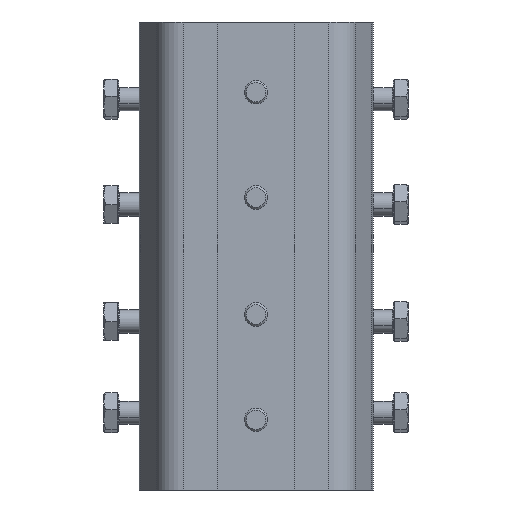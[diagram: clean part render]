
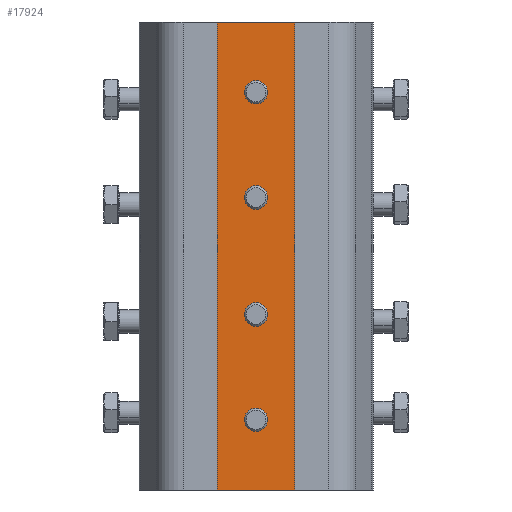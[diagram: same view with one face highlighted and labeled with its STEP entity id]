
A CAD part, front view. The second image highlights one B-rep face of the part: STEP entity #17924.
In plain terms, the highlighted planar face has unit normal (0, -1, 0).
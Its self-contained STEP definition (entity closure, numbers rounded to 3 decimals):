
#70 = VERTEX_POINT ( 'NONE', #7631 ) ;
#582 = VERTEX_POINT ( 'NONE', #1998 ) ;
#728 = CARTESIAN_POINT ( 'NONE',  ( -152.514, 73.747, 215.772 ) ) ;
#744 = EDGE_CURVE ( 'NONE', #582, #16995, #12703, .T. ) ;
#1221 = VERTEX_POINT ( 'NONE', #7327 ) ;
#1919 = VERTEX_POINT ( 'NONE', #19774 ) ;
#1998 = CARTESIAN_POINT ( 'NONE',  ( -152.514, 73.747, 256.522 ) ) ;
#2524 = DIRECTION ( 'NONE',  ( 0., 0., 1. ) ) ;
#2621 = EDGE_LOOP ( 'NONE', ( #11197, #18442 ) ) ;
#2822 = AXIS2_PLACEMENT_3D ( 'NONE', #7224, #19708, #9009 ) ;
#2978 = FACE_BOUND ( 'NONE', #2621, .T. ) ;
#3028 = EDGE_LOOP ( 'NONE', ( #3745, #16557 ) ) ;
#3187 = EDGE_CURVE ( 'NONE', #1221, #20690, #6249, .T. ) ;
#3238 = DIRECTION ( 'NONE',  ( 0., 0., -1. ) ) ;
#3576 = DIRECTION ( 'NONE',  ( 0., 1., 0. ) ) ;
#3611 = ORIENTED_EDGE ( 'NONE', *, *, #18494, .T. ) ;
#3745 = ORIENTED_EDGE ( 'NONE', *, *, #6736, .T. ) ;
#3770 = LINE ( 'NONE', #22750, #12658 ) ;
#4575 = DIRECTION ( 'NONE',  ( 0., 1., 0. ) ) ;
#4737 = CIRCLE ( 'NONE', #5851, 4.25 ) ;
#5147 = CARTESIAN_POINT ( 'NONE',  ( -118.514, 73.747, 385.772 ) ) ;
#5414 = VERTEX_POINT ( 'NONE', #16519 ) ;
#5482 = EDGE_CURVE ( 'NONE', #20690, #12288, #18836, .T. ) ;
#5560 = EDGE_LOOP ( 'NONE', ( #5979, #3611, #22410, #10893 ) ) ;
#5643 = ORIENTED_EDGE ( 'NONE', *, *, #13592, .T. ) ;
#5851 = AXIS2_PLACEMENT_3D ( 'NONE', #8465, #20945, #10279 ) ;
#5966 = EDGE_CURVE ( 'NONE', #1221, #15603, #3770, .T. ) ;
#5979 = ORIENTED_EDGE ( 'NONE', *, *, #5482, .T. ) ;
#6082 = CARTESIAN_POINT ( 'NONE',  ( -152.514, 73.747, 185.772 ) ) ;
#6249 = LINE ( 'NONE', #12084, #20461 ) ;
#6550 = DIRECTION ( 'NONE',  ( 0., 0., 1. ) ) ;
#6569 = FACE_OUTER_BOUND ( 'NONE', #5560, .T. ) ;
#6736 = EDGE_CURVE ( 'NONE', #16995, #582, #16845, .T. ) ;
#6738 = VERTEX_POINT ( 'NONE', #11629 ) ;
#6876 = ORIENTED_EDGE ( 'NONE', *, *, #13213, .T. ) ;
#6994 = VERTEX_POINT ( 'NONE', #9506 ) ;
#7224 = CARTESIAN_POINT ( 'NONE',  ( -152.514, 73.747, 310.772 ) ) ;
#7318 = CARTESIAN_POINT ( 'NONE',  ( -152.514, 73.747, 310.772 ) ) ;
#7327 = CARTESIAN_POINT ( 'NONE',  ( -186.514, 73.747, 385.772 ) ) ;
#7631 = CARTESIAN_POINT ( 'NONE',  ( -152.514, 73.747, 220.022 ) ) ;
#7714 = AXIS2_PLACEMENT_3D ( 'NONE', #7318, #19796, #9105 ) ;
#7799 = DIRECTION ( 'NONE',  ( 0., 1., 0. ) ) ;
#8465 = CARTESIAN_POINT ( 'NONE',  ( -152.514, 73.747, 355.772 ) ) ;
#8499 = CARTESIAN_POINT ( 'NONE',  ( -118.514, 73.747, 385.772 ) ) ;
#8907 = ORIENTED_EDGE ( 'NONE', *, *, #15750, .T. ) ;
#9009 = DIRECTION ( 'NONE',  ( 0., 0., 1. ) ) ;
#9071 = AXIS2_PLACEMENT_3D ( 'NONE', #18517, #7799, #20289 ) ;
#9105 = DIRECTION ( 'NONE',  ( 0., 0., 1. ) ) ;
#9281 = DIRECTION ( 'NONE',  ( 0., 1., 0. ) ) ;
#9306 = CIRCLE ( 'NONE', #13368, 4.25 ) ;
#9362 = LINE ( 'NONE', #5147, #18305 ) ;
#9506 = CARTESIAN_POINT ( 'NONE',  ( -152.514, 73.747, 351.522 ) ) ;
#9642 = CARTESIAN_POINT ( 'NONE',  ( -152.514, 73.747, 265.022 ) ) ;
#9980 = PLANE ( 'NONE',  #14620 ) ;
#10215 = DIRECTION ( 'NONE',  ( 1., 0., 0. ) ) ;
#10279 = DIRECTION ( 'NONE',  ( 0., 0., 1. ) ) ;
#10882 = VERTEX_POINT ( 'NONE', #20574 ) ;
#10893 = ORIENTED_EDGE ( 'NONE', *, *, #3187, .T. ) ;
#11197 = ORIENTED_EDGE ( 'NONE', *, *, #20922, .T. ) ;
#11328 = FACE_BOUND ( 'NONE', #13625, .T. ) ;
#11629 = CARTESIAN_POINT ( 'NONE',  ( -152.514, 73.747, 360.022 ) ) ;
#11810 = ORIENTED_EDGE ( 'NONE', *, *, #20391, .T. ) ;
#11865 = FACE_BOUND ( 'NONE', #21248, .T. ) ;
#12084 = CARTESIAN_POINT ( 'NONE',  ( -186.514, 73.747, 185.772 ) ) ;
#12288 = VERTEX_POINT ( 'NONE', #19326 ) ;
#12658 = VECTOR ( 'NONE', #10215, 1000. ) ;
#12703 = CIRCLE ( 'NONE', #9071, 4.25 ) ;
#13150 = DIRECTION ( 'NONE',  ( 1., 0., 0. ) ) ;
#13164 = DIRECTION ( 'NONE',  ( 0., 1., 0. ) ) ;
#13213 = EDGE_CURVE ( 'NONE', #6738, #6994, #4737, .T. ) ;
#13340 = CIRCLE ( 'NONE', #16152, 4.25 ) ;
#13368 = AXIS2_PLACEMENT_3D ( 'NONE', #19973, #9281, #21740 ) ;
#13592 = EDGE_CURVE ( 'NONE', #70, #10882, #13340, .T. ) ;
#13625 = EDGE_LOOP ( 'NONE', ( #6876, #11810 ) ) ;
#14058 = VECTOR ( 'NONE', #13150, 1000. ) ;
#14210 = CARTESIAN_POINT ( 'NONE',  ( -152.514, 73.747, 215.772 ) ) ;
#14620 = AXIS2_PLACEMENT_3D ( 'NONE', #15445, #17232, #6550 ) ;
#15237 = CARTESIAN_POINT ( 'NONE',  ( -152.514, 73.747, 260.772 ) ) ;
#15445 = CARTESIAN_POINT ( 'NONE',  ( -152.514, 73.747, 385.772 ) ) ;
#15573 = CIRCLE ( 'NONE', #21269, 4.25 ) ;
#15603 = VERTEX_POINT ( 'NONE', #8499 ) ;
#15750 = EDGE_CURVE ( 'NONE', #10882, #70, #15573, .T. ) ;
#16040 = DIRECTION ( 'NONE',  ( 0., 0., 1. ) ) ;
#16152 = AXIS2_PLACEMENT_3D ( 'NONE', #728, #13164, #2524 ) ;
#16519 = CARTESIAN_POINT ( 'NONE',  ( -152.514, 73.747, 306.522 ) ) ;
#16557 = ORIENTED_EDGE ( 'NONE', *, *, #744, .T. ) ;
#16648 = EDGE_CURVE ( 'NONE', #5414, #1919, #18069, .T. ) ;
#16845 = CIRCLE ( 'NONE', #21892, 4.25 ) ;
#16995 = VERTEX_POINT ( 'NONE', #9642 ) ;
#17017 = DIRECTION ( 'NONE',  ( 0., 0., 1. ) ) ;
#17181 = FACE_BOUND ( 'NONE', #3028, .T. ) ;
#17232 = DIRECTION ( 'NONE',  ( 0., 1., 0. ) ) ;
#17374 = CIRCLE ( 'NONE', #7714, 4.25 ) ;
#17924 = ADVANCED_FACE ( 'NONE', ( #11865, #17181, #2978, #11328, #6569 ), #9980, .F. ) ;
#18069 = CIRCLE ( 'NONE', #2822, 4.25 ) ;
#18305 = VECTOR ( 'NONE', #21075, 1000. ) ;
#18442 = ORIENTED_EDGE ( 'NONE', *, *, #16648, .T. ) ;
#18494 = EDGE_CURVE ( 'NONE', #12288, #15603, #9362, .T. ) ;
#18517 = CARTESIAN_POINT ( 'NONE',  ( -152.514, 73.747, 260.772 ) ) ;
#18836 = LINE ( 'NONE', #6082, #14058 ) ;
#19326 = CARTESIAN_POINT ( 'NONE',  ( -118.514, 73.747, 185.772 ) ) ;
#19708 = DIRECTION ( 'NONE',  ( 0., 1., 0. ) ) ;
#19774 = CARTESIAN_POINT ( 'NONE',  ( -152.514, 73.747, 315.022 ) ) ;
#19796 = DIRECTION ( 'NONE',  ( 0., 1., 0. ) ) ;
#19973 = CARTESIAN_POINT ( 'NONE',  ( -152.514, 73.747, 355.772 ) ) ;
#20289 = DIRECTION ( 'NONE',  ( 0., 0., 1. ) ) ;
#20391 = EDGE_CURVE ( 'NONE', #6994, #6738, #9306, .T. ) ;
#20461 = VECTOR ( 'NONE', #3238, 1000. ) ;
#20574 = CARTESIAN_POINT ( 'NONE',  ( -152.514, 73.747, 211.522 ) ) ;
#20690 = VERTEX_POINT ( 'NONE', #22490 ) ;
#20922 = EDGE_CURVE ( 'NONE', #1919, #5414, #17374, .T. ) ;
#20945 = DIRECTION ( 'NONE',  ( 0., 1., 0. ) ) ;
#21075 = DIRECTION ( 'NONE',  ( 0., 0., 1. ) ) ;
#21248 = EDGE_LOOP ( 'NONE', ( #5643, #8907 ) ) ;
#21269 = AXIS2_PLACEMENT_3D ( 'NONE', #14210, #3576, #16040 ) ;
#21740 = DIRECTION ( 'NONE',  ( 0., 0., 1. ) ) ;
#21892 = AXIS2_PLACEMENT_3D ( 'NONE', #15237, #4575, #17017 ) ;
#22410 = ORIENTED_EDGE ( 'NONE', *, *, #5966, .F. ) ;
#22490 = CARTESIAN_POINT ( 'NONE',  ( -186.514, 73.747, 185.772 ) ) ;
#22750 = CARTESIAN_POINT ( 'NONE',  ( -152.514, 73.747, 385.772 ) ) ;
